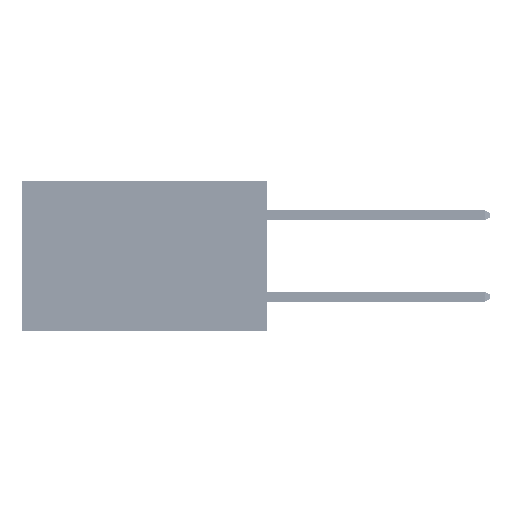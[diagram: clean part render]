
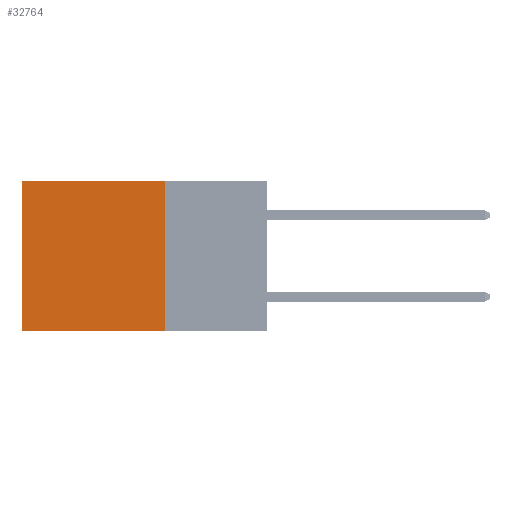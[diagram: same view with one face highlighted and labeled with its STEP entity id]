
A CAD part, left-side view. The second image highlights one B-rep face of the part: STEP entity #32764.
In plain terms, the highlighted planar face has unit normal (-1, 0, 0).
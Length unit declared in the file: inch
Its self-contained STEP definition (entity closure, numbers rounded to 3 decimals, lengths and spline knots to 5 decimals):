
#118 = CARTESIAN_POINT ( 'NONE',  ( 0.2875, 0.25, 0. ) ) ;
#628 = DIRECTION ( 'NONE',  ( 0., 0., -1. ) ) ;
#2992 = LINE ( 'NONE', #4810, #42072 ) ;
#3015 = ORIENTED_EDGE ( 'NONE', *, *, #34036, .T. ) ;
#4253 = CARTESIAN_POINT ( 'NONE',  ( 0.2875, 0.6, 0. ) ) ;
#4519 = EDGE_LOOP ( 'NONE', ( #3015, #7562, #9535, #11102 ) ) ;
#4810 = CARTESIAN_POINT ( 'NONE',  ( 0.2875, 0.25, -0.37 ) ) ;
#4994 = CARTESIAN_POINT ( 'NONE',  ( 0.2875, 0.25, 0. ) ) ;
#5809 = FACE_OUTER_BOUND ( 'NONE', #4519, .T. ) ;
#7350 = CARTESIAN_POINT ( 'NONE',  ( 0.2875, 0.25, 0. ) ) ;
#7562 = ORIENTED_EDGE ( 'NONE', *, *, #46543, .F. ) ;
#7710 = VECTOR ( 'NONE', #22862, 39.37008 ) ;
#9535 = ORIENTED_EDGE ( 'NONE', *, *, #27873, .F. ) ;
#9607 = VERTEX_POINT ( 'NONE', #36231 ) ;
#11102 = ORIENTED_EDGE ( 'NONE', *, *, #41336, .T. ) ;
#12237 = PLANE ( 'NONE',  #17338 ) ;
#12290 = LINE ( 'NONE', #4253, #17708 ) ;
#15083 = VECTOR ( 'NONE', #628, 39.37008 ) ;
#15388 = CARTESIAN_POINT ( 'NONE',  ( 0.2875, 0.6, 0. ) ) ;
#17338 = AXIS2_PLACEMENT_3D ( 'NONE', #4994, #39675, #31437 ) ;
#17708 = VECTOR ( 'NONE', #31170, 39.37008 ) ;
#17954 = LINE ( 'NONE', #7350, #7710 ) ;
#20149 = VERTEX_POINT ( 'NONE', #24869 ) ;
#20563 = VERTEX_POINT ( 'NONE', #43120 ) ;
#22862 = DIRECTION ( 'NONE',  ( 0., 1., 0. ) ) ;
#23393 = VERTEX_POINT ( 'NONE', #15388 ) ;
#24869 = CARTESIAN_POINT ( 'NONE',  ( 0.2875, 0.25, 0. ) ) ;
#27873 = EDGE_CURVE ( 'NONE', #20149, #20563, #29534, .T. ) ;
#29534 = LINE ( 'NONE', #118, #15083 ) ;
#31170 = DIRECTION ( 'NONE',  ( 0., 0., -1. ) ) ;
#31437 = DIRECTION ( 'NONE',  ( 0., 0., -1. ) ) ;
#32764 = ADVANCED_FACE ( 'NONE', ( #5809 ), #12237, .F. ) ;
#34036 = EDGE_CURVE ( 'NONE', #23393, #9607, #12290, .T. ) ;
#36231 = CARTESIAN_POINT ( 'NONE',  ( 0.2875, 0.6, -0.37 ) ) ;
#39675 = DIRECTION ( 'NONE',  ( 1., 0., 0. ) ) ;
#41336 = EDGE_CURVE ( 'NONE', #20149, #23393, #17954, .T. ) ;
#42072 = VECTOR ( 'NONE', #47534, 39.37008 ) ;
#43120 = CARTESIAN_POINT ( 'NONE',  ( 0.2875, 0.25, -0.37 ) ) ;
#46543 = EDGE_CURVE ( 'NONE', #20563, #9607, #2992, .T. ) ;
#47534 = DIRECTION ( 'NONE',  ( 0., 1., 0. ) ) ;
